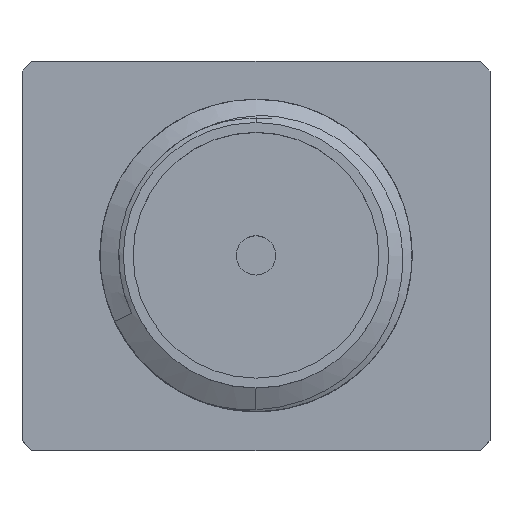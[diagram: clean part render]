
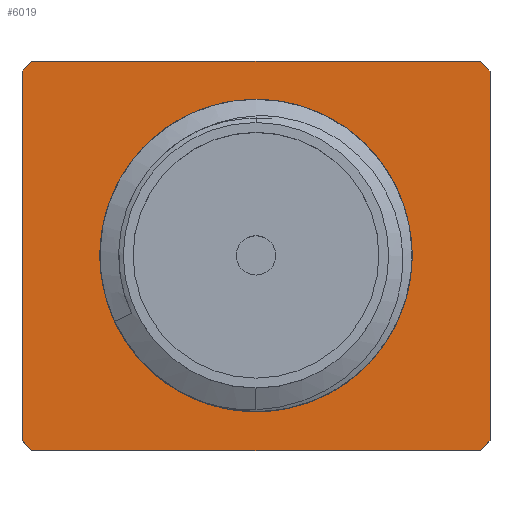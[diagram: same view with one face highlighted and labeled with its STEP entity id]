
A CAD part, top view. The second image highlights one B-rep face of the part: STEP entity #6019.
In plain terms, the highlighted planar face has unit normal (0, 0, 1).
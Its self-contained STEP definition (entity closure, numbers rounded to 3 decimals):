
#2161=DIRECTION('',(0.707,0.707,0.));
#2162=VECTOR('',#2161,0.283);
#2163=CARTESIAN_POINT('',(4.56,-3.96,-7.9));
#2164=LINE('',#2163,#2162);
#2165=DIRECTION('',(0.707,-0.707,0.));
#2166=VECTOR('',#2165,0.283);
#2167=CARTESIAN_POINT('',(-4.76,-3.76,-7.9));
#2168=LINE('',#2167,#2166);
#2169=DIRECTION('',(-0.707,-0.707,0.));
#2170=VECTOR('',#2169,0.283);
#2171=CARTESIAN_POINT('',(-4.56,3.96,-7.9));
#2172=LINE('',#2171,#2170);
#2173=DIRECTION('',(-0.707,0.707,0.));
#2174=VECTOR('',#2173,0.283);
#2175=CARTESIAN_POINT('',(4.76,3.76,-7.9));
#2176=LINE('',#2175,#2174);
#2177=CARTESIAN_POINT('',(0.,0.,-7.9));
#2178=DIRECTION('',(0.,0.,-1.));
#2179=DIRECTION('',(0.,1.,0.));
#2180=AXIS2_PLACEMENT_3D('',#2177,#2178,#2179);
#2182=CARTESIAN_POINT('',(0.,0.,-7.9));
#2183=DIRECTION('',(0.,0.,-1.));
#2184=DIRECTION('',(0.,-1.,0.));
#2185=AXIS2_PLACEMENT_3D('',#2182,#2183,#2184);
#2219=DIRECTION('',(0.,-1.,0.));
#2220=VECTOR('',#2219,7.52);
#2221=CARTESIAN_POINT('',(4.76,3.76,-7.9));
#2222=LINE('',#2221,#2220);
#2227=DIRECTION('',(1.,0.,0.));
#2228=VECTOR('',#2227,9.12);
#2229=CARTESIAN_POINT('',(-4.56,3.96,-7.9));
#2230=LINE('',#2229,#2228);
#2255=DIRECTION('',(0.,1.,0.));
#2256=VECTOR('',#2255,7.52);
#2257=CARTESIAN_POINT('',(-4.76,-3.76,-7.9));
#2258=LINE('',#2257,#2256);
#2299=DIRECTION('',(-1.,0.,0.));
#2300=VECTOR('',#2299,9.12);
#2301=CARTESIAN_POINT('',(4.56,-3.96,-7.9));
#2302=LINE('',#2301,#2300);
#2596=CARTESIAN_POINT('',(4.56,-3.96,-7.9));
#2597=CARTESIAN_POINT('',(4.76,-3.76,-7.9));
#2598=VERTEX_POINT('',#2596);
#2599=VERTEX_POINT('',#2597);
#2625=CARTESIAN_POINT('',(4.76,3.76,-7.9));
#2626=VERTEX_POINT('',#2625);
#2662=CARTESIAN_POINT('',(-4.76,-3.76,-7.9));
#2663=CARTESIAN_POINT('',(-4.76,3.76,-7.9));
#2664=VERTEX_POINT('',#2662);
#2665=VERTEX_POINT('',#2663);
#2666=CARTESIAN_POINT('',(4.56,3.96,-7.9));
#2667=VERTEX_POINT('',#2666);
#2669=CARTESIAN_POINT('',(-4.56,-3.96,-7.9));
#2671=VERTEX_POINT('',#2669);
#2699=CARTESIAN_POINT('',(-4.56,3.96,-7.9));
#2700=VERTEX_POINT('',#2699);
#2737=CARTESIAN_POINT('',(0.,-2.7,-7.9));
#2738=CARTESIAN_POINT('',(0.,2.7,-7.9));
#2739=VERTEX_POINT('',#2737);
#2740=VERTEX_POINT('',#2738);
#5992=CARTESIAN_POINT('',(3.9,0.,-7.9));
#5993=DIRECTION('',(0.,0.,-1.));
#5994=DIRECTION('',(0.,1.,0.));
#5995=AXIS2_PLACEMENT_3D('',#5992,#5993,#5994);
#5996=PLANE('',#5995);
#5998=ORIENTED_EDGE('',*,*,#5997,.T.);
#6000=ORIENTED_EDGE('',*,*,#5999,.F.);
#6002=ORIENTED_EDGE('',*,*,#6001,.T.);
#6004=ORIENTED_EDGE('',*,*,#6003,.F.);
#6006=ORIENTED_EDGE('',*,*,#6005,.T.);
#6008=ORIENTED_EDGE('',*,*,#6007,.F.);
#6010=ORIENTED_EDGE('',*,*,#6009,.T.);
#6012=ORIENTED_EDGE('',*,*,#6011,.F.);
#6013=EDGE_LOOP('',(#5998,#6000,#6002,#6004,#6006,#6008,#6010,#6012));
#6014=FACE_OUTER_BOUND('',#6013,.F.);
#6015=ORIENTED_EDGE('',*,*,#5970,.F.);
#6016=ORIENTED_EDGE('',*,*,#5984,.F.);
#6017=EDGE_LOOP('',(#6015,#6016));
#6018=FACE_BOUND('',#6017,.F.);
#2181=CIRCLE('',#2180,2.7);
#2186=CIRCLE('',#2185,2.7);
#5970=EDGE_CURVE('',#2740,#2739,#2181,.T.);
#5984=EDGE_CURVE('',#2739,#2740,#2186,.T.);
#5997=EDGE_CURVE('',#2626,#2599,#2222,.T.);
#5999=EDGE_CURVE('',#2598,#2599,#2164,.T.);
#6001=EDGE_CURVE('',#2598,#2671,#2302,.T.);
#6003=EDGE_CURVE('',#2664,#2671,#2168,.T.);
#6005=EDGE_CURVE('',#2664,#2665,#2258,.T.);
#6007=EDGE_CURVE('',#2700,#2665,#2172,.T.);
#6009=EDGE_CURVE('',#2700,#2667,#2230,.T.);
#6011=EDGE_CURVE('',#2626,#2667,#2176,.T.);
#6019=ADVANCED_FACE('',(#6014,#6018),#5996,.F.);
